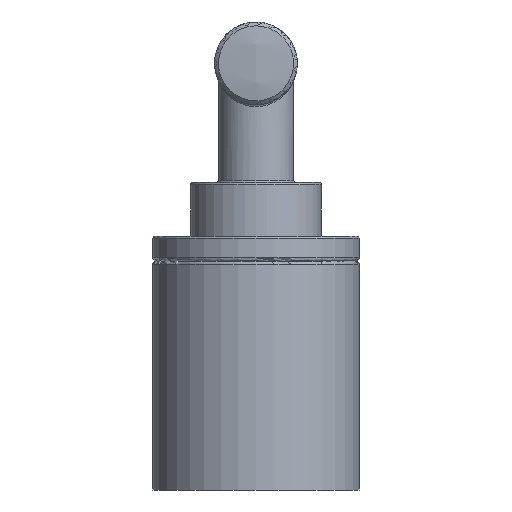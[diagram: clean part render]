
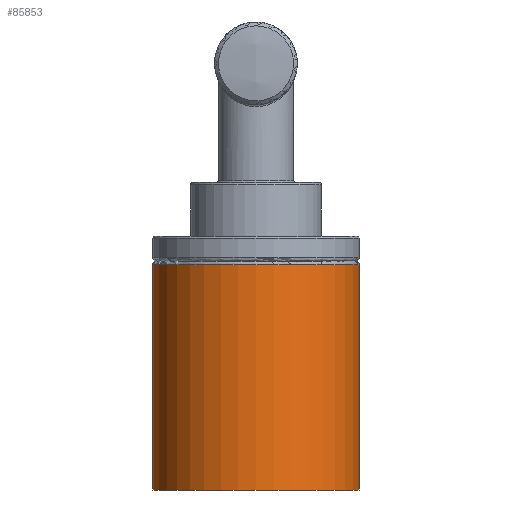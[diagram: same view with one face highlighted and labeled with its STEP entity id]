
A CAD part, left-side view. The second image highlights one B-rep face of the part: STEP entity #85853.
In plain terms, the highlighted cylindrical face has radius 15 mm (diameter 30 mm), a full revolution.
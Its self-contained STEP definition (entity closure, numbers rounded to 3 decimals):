
#507=CIRCLE('',#94121,15.);
#508=CIRCLE('',#94123,15.);
#29542=ORIENTED_EDGE('',*,*,#42755,.T.);
#29543=ORIENTED_EDGE('',*,*,#42754,.T.);
#42754=EDGE_CURVE('',#49392,#49392,#507,.F.);
#42755=EDGE_CURVE('',#49393,#49393,#508,.F.);
#49392=VERTEX_POINT('',#188202);
#49393=VERTEX_POINT('',#188205);
#67017=EDGE_LOOP('',(#29542));
#67018=EDGE_LOOP('',(#29543));
#73630=FACE_BOUND('',#67017,.T.);
#73631=FACE_BOUND('',#67018,.T.);
#79276=CYLINDRICAL_SURFACE('',#94124,15.);
#85853=ADVANCED_FACE('',(#73630,#73631),#79276,.T.);
#94121=AXIS2_PLACEMENT_3D('',#188201,#110505,#110506);
#94123=AXIS2_PLACEMENT_3D('',#188204,#110509,#110510);
#94124=AXIS2_PLACEMENT_3D('',#188206,#110511,#110512);
#110505=DIRECTION('',(0.,0.,-1.));
#110506=DIRECTION('',(-1.,0.,0.));
#110509=DIRECTION('',(0.,0.,1.));
#110510=DIRECTION('',(1.,0.,0.));
#110511=DIRECTION('',(0.,0.,1.));
#110512=DIRECTION('',(1.,0.,0.));
#188201=CARTESIAN_POINT('',(0.,0.,0.));
#188202=CARTESIAN_POINT('',(-15.,0.,0.));
#188204=CARTESIAN_POINT('',(0.,0.,32.782));
#188205=CARTESIAN_POINT('',(15.,0.,32.782));
#188206=CARTESIAN_POINT('',(0.,0.,-7.718));
